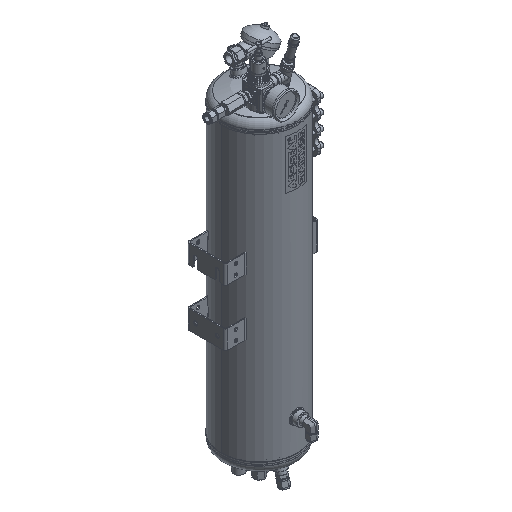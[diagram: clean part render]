
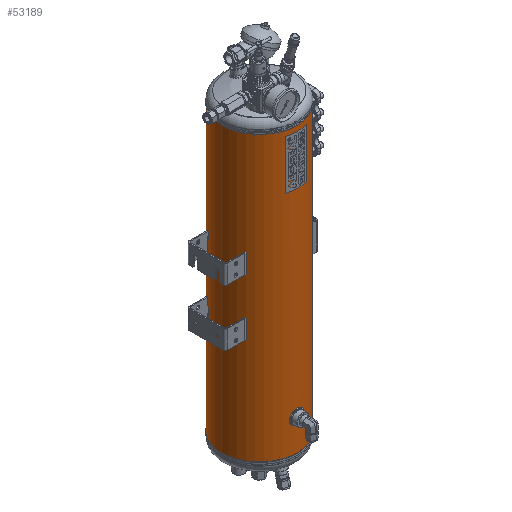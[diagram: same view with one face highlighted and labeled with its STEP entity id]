
A CAD part, isometric view. The second image highlights one B-rep face of the part: STEP entity #53189.
In plain terms, the highlighted cylindrical face has radius 100 mm (diameter 200 mm), a partial arc.
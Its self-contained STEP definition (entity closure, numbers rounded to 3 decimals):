
#3250=B_SPLINE_CURVE_WITH_KNOTS('',3,(#82870,#82871,#82872,#82873,#82874,
#82875,#82876,#82877,#82878,#82879,#82880),.UNSPECIFIED.,.T.,.F.,(1,1,1,
1,1,1,1,1,1,1,1,1,1,1,1),(-0.012,-0.008,-0.004,
0.,0.004,0.008,0.012,0.016,
0.02,0.023,0.027,0.031,
0.035,0.039,0.043),.UNSPECIFIED.);
#3251=B_SPLINE_CURVE_WITH_KNOTS('',3,(#82882,#82883,#82884,#82885,#82886,
#82887,#82888,#82889,#82890,#82891,#82892),.UNSPECIFIED.,.T.,.F.,(1,1,1,
1,1,1,1,1,1,1,1,1,1,1,1),(-0.012,-0.008,-0.004,
0.,0.004,0.008,0.012,0.016,
0.02,0.023,0.027,0.031,
0.035,0.039,0.043),.UNSPECIFIED.);
#3252=B_SPLINE_CURVE_WITH_KNOTS('',3,(#82894,#82895,#82896,#82897,#82898,
#82899,#82900,#82901,#82902,#82903,#82904,#82905,#82906,#82907,#82908,#82909,
#82910,#82911,#82912),.UNSPECIFIED.,.T.,.F.,(1,1,1,1,1,1,1,1,1,1,1,1,1,
1,1,1,1,1,1,1,1,1,1),(-0.018,-0.012,-0.006,
0.,0.006,0.012,0.018,
0.023,0.029,0.035,0.041,
0.047,0.053,0.059,0.065,
0.07,0.076,0.082,0.088,
0.094,0.1,0.106,0.112),
 .UNSPECIFIED.);
#5580=LINE('',#82914,#9004);
#5581=LINE('',#82919,#9005);
#9004=VECTOR('',#68573,1000.);
#9005=VECTOR('',#68576,1000.);
#12433=ORIENTED_EDGE('',*,*,#28439,.T.);
#12434=ORIENTED_EDGE('',*,*,#28440,.T.);
#12435=ORIENTED_EDGE('',*,*,#28441,.T.);
#12436=ORIENTED_EDGE('',*,*,#28442,.T.);
#12437=ORIENTED_EDGE('',*,*,#28443,.T.);
#12438=ORIENTED_EDGE('',*,*,#28444,.F.);
#12439=ORIENTED_EDGE('',*,*,#28445,.F.);
#28439=EDGE_CURVE('',#36442,#36442,#3250,.T.);
#28440=EDGE_CURVE('',#36443,#36443,#3251,.T.);
#28441=EDGE_CURVE('',#36444,#36444,#3252,.T.);
#28442=EDGE_CURVE('',#36445,#36446,#5580,.T.);
#28443=EDGE_CURVE('',#36446,#36447,#42037,.T.);
#28444=EDGE_CURVE('',#36448,#36447,#5581,.T.);
#28445=EDGE_CURVE('',#36445,#36448,#42038,.T.);
#36442=VERTEX_POINT('',#82881);
#36443=VERTEX_POINT('',#82893);
#36444=VERTEX_POINT('',#82913);
#36445=VERTEX_POINT('',#82915);
#36446=VERTEX_POINT('',#82916);
#36447=VERTEX_POINT('',#82918);
#36448=VERTEX_POINT('',#82920);
#42037=CIRCLE('',#63151,100.);
#42038=CIRCLE('',#63152,100.);
#43915=EDGE_LOOP('',(#12433));
#43916=EDGE_LOOP('',(#12434));
#43917=EDGE_LOOP('',(#12435));
#43918=EDGE_LOOP('',(#12436,#12437,#12438,#12439));
#48139=FACE_BOUND('',#43915,.T.);
#48140=FACE_BOUND('',#43916,.T.);
#48141=FACE_BOUND('',#43917,.T.);
#48142=FACE_BOUND('',#43918,.T.);
#52361=CYLINDRICAL_SURFACE('',#63150,100.);
#53189=ADVANCED_FACE('',(#48139,#48140,#48141,#48142),#52361,.T.);
#63150=AXIS2_PLACEMENT_3D('',#82869,#68571,#68572);
#63151=AXIS2_PLACEMENT_3D('',#82917,#68574,#68575);
#63152=AXIS2_PLACEMENT_3D('',#82921,#68577,#68578);
#68571=DIRECTION('',(0.,-1.,0.));
#68572=DIRECTION('',(0.,0.,-1.));
#68573=DIRECTION('',(0.,-1.,0.));
#68574=DIRECTION('',(0.,1.,0.));
#68575=DIRECTION('',(1.,0.,0.));
#68576=DIRECTION('',(0.,-1.,0.));
#68577=DIRECTION('',(0.,1.,0.));
#68578=DIRECTION('',(1.,0.,0.));
#82869=CARTESIAN_POINT('',(0.,750.,0.));
#82870=CARTESIAN_POINT('',(-3.915,48.922,-99.938));
#82871=CARTESIAN_POINT('',(-5.542,44.999,-99.844));
#82872=CARTESIAN_POINT('',(-3.916,41.082,-99.938));
#82873=CARTESIAN_POINT('',(-0.004,39.46,-100.031));
#82874=CARTESIAN_POINT('',(3.917,41.079,-99.938));
#82875=CARTESIAN_POINT('',(5.54,44.999,-99.844));
#82876=CARTESIAN_POINT('',(3.922,48.913,-99.937));
#82877=CARTESIAN_POINT('',(0.006,50.541,-100.031));
#82878=CARTESIAN_POINT('',(-3.915,48.922,-99.938));
#82879=CARTESIAN_POINT('',(-5.542,44.999,-99.844));
#82880=CARTESIAN_POINT('',(-3.916,41.082,-99.938));
#82881=CARTESIAN_POINT('',(-5.,45.,-99.875));
#82882=CARTESIAN_POINT('',(-3.915,158.922,-99.938));
#82883=CARTESIAN_POINT('',(-5.542,154.999,-99.844));
#82884=CARTESIAN_POINT('',(-3.916,151.082,-99.938));
#82885=CARTESIAN_POINT('',(-0.004,149.46,-100.031));
#82886=CARTESIAN_POINT('',(3.917,151.079,-99.938));
#82887=CARTESIAN_POINT('',(5.54,154.999,-99.844));
#82888=CARTESIAN_POINT('',(3.922,158.913,-99.937));
#82889=CARTESIAN_POINT('',(0.006,160.541,-100.031));
#82890=CARTESIAN_POINT('',(-3.915,158.922,-99.938));
#82891=CARTESIAN_POINT('',(-5.542,154.999,-99.844));
#82892=CARTESIAN_POINT('',(-3.916,151.082,-99.938));
#82893=CARTESIAN_POINT('',(-5.,155.,-99.875));
#82894=CARTESIAN_POINT('',(-98.994,672.42,14.208));
#82895=CARTESIAN_POINT('',(-98.806,666.495,15.395));
#82896=CARTESIAN_POINT('',(-98.993,660.6,14.214));
#82897=CARTESIAN_POINT('',(-99.436,655.617,10.88));
#82898=CARTESIAN_POINT('',(-99.878,652.286,5.9));
#82899=CARTESIAN_POINT('',(-100.061,651.109,0.009));
#82900=CARTESIAN_POINT('',(-99.879,652.279,-5.887));
#82901=CARTESIAN_POINT('',(-99.437,655.615,-10.879));
#82902=CARTESIAN_POINT('',(-98.992,660.601,-14.215));
#82903=CARTESIAN_POINT('',(-98.807,666.494,-15.391));
#82904=CARTESIAN_POINT('',(-98.992,672.387,-14.219));
#82905=CARTESIAN_POINT('',(-99.435,677.371,-10.892));
#82906=CARTESIAN_POINT('',(-99.877,680.709,-5.914));
#82907=CARTESIAN_POINT('',(-100.061,681.893,-0.013));
#82908=CARTESIAN_POINT('',(-99.878,680.72,5.889));
#82909=CARTESIAN_POINT('',(-99.437,677.387,10.874));
#82910=CARTESIAN_POINT('',(-98.994,672.42,14.208));
#82911=CARTESIAN_POINT('',(-98.806,666.495,15.395));
#82912=CARTESIAN_POINT('',(-98.993,660.6,14.214));
#82913=CARTESIAN_POINT('',(-98.869,666.5,15.));
#82914=CARTESIAN_POINT('',(0.254,801.561,100.));
#82915=CARTESIAN_POINT('',(0.254,750.,100.));
#82916=CARTESIAN_POINT('',(0.254,0.,100.));
#82917=CARTESIAN_POINT('',(0.,0.,0.));
#82918=CARTESIAN_POINT('',(-0.254,0.,100.));
#82919=CARTESIAN_POINT('',(-0.254,801.561,100.));
#82920=CARTESIAN_POINT('',(-0.254,750.,100.));
#82921=CARTESIAN_POINT('',(0.,750.,0.));
